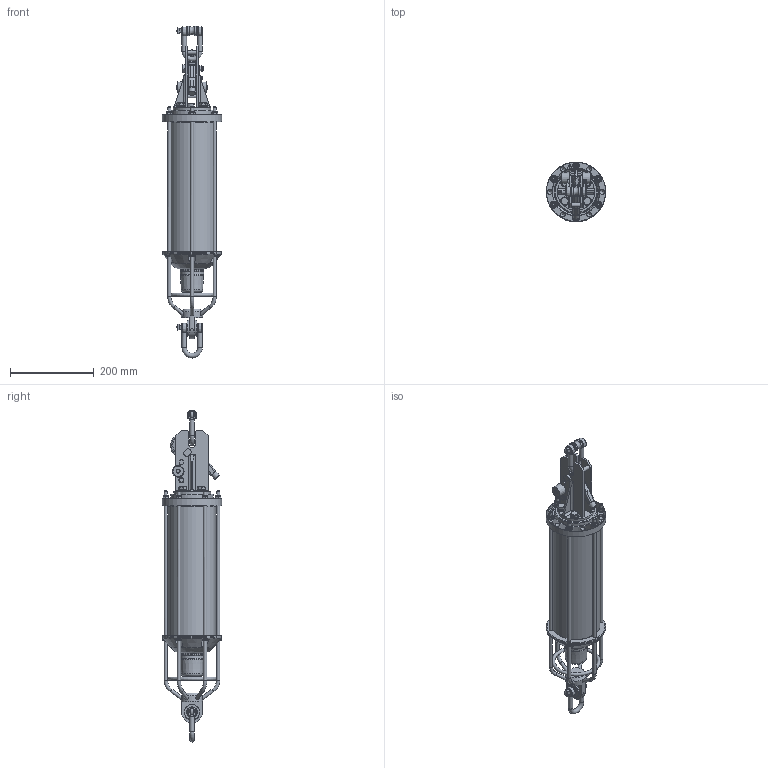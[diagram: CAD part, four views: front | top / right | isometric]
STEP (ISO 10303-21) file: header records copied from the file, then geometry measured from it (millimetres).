
FILE_DESCRIPTION(/* description */ (''),/* implementation_level */ '2;1');
FILE_NAME(/* name */ '8320-000-3411 - WRT6 Release Transponder Alkaline.stp',/* time_stamp */ '2018-11-02T08:32:02+00:00',/* author */ ('jmb'),/* organization */ (''),/* preprocessor_version */ 'ST-DEVELOPER v17',/* originating_system */ 'Autodesk Inventor 2018',/* authorisation */ '');
FILE_SCHEMA (('AUTOMOTIVE_DESIGN { 1 0 10303 214 3 1 1 }'));
Length unit declared in the file: millimetre
Products named in the file (1): 8320-000-3411 - WRT6 Release Transponder Alkaline_Substitute_1
Bounding box: 142.24 x 142.47 x 794.85 mm (x, y, z)
Volume: 4649532.7 mm3; surface area: 377948.7 mm2
Topology: 2 solids, 2 shells, 815 faces, 2098 edges, 1344 vertices
Faces by surface type: plane 333, cylinder 192, cone 176, torus 65, bspline 45, sphere 4
Full cylindrical faces by diameter (mm): 1.5 x1, 2 x2, 6 x4, 8 x25, 8.382 x1, 8.5 x2, 8.88 x1, 8.89 x1, 8.9 x2, 9 x2, 9.525 x2, 11 x1, 11.04 x4, 11.05 x6, 11.6 x1, 12 x8, 12.573 x1, 12.7 x1, 14.63 x4, 15.24 x1, 15.418 x2, 16 x6, 17 x1, 19.05 x4, 20 x4, 22.86 x2, 24.384 x2, 25.4 x2, 28 x1, 38.1 x2
Entity records: 30013 total; most frequent: CARTESIAN_POINT 9669, ORIENTED_EDGE 4152, DIRECTION 4009, EDGE_CURVE 2076, AXIS2_PLACEMENT_3D 1634, VERTEX_POINT 1344, EDGE_LOOP 967, CIRCLE 827
